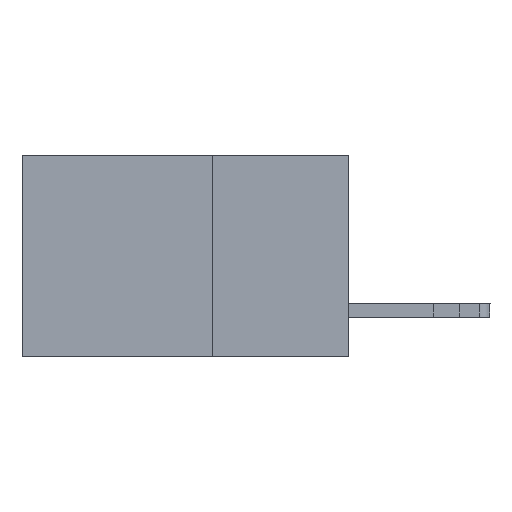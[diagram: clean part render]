
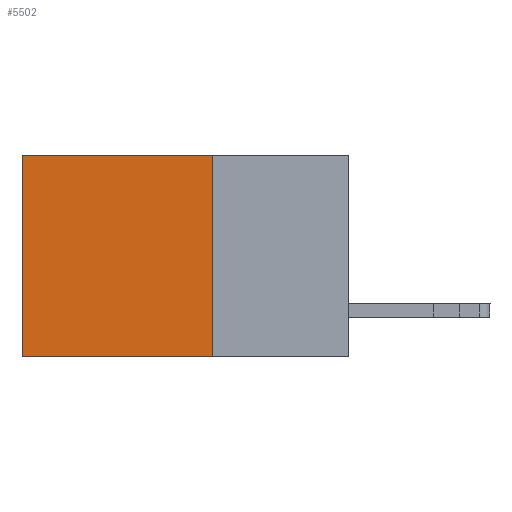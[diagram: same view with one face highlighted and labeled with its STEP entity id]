
A CAD part, left-side view. The second image highlights one B-rep face of the part: STEP entity #5502.
In plain terms, the highlighted planar face has unit normal (-1, 0, 0).
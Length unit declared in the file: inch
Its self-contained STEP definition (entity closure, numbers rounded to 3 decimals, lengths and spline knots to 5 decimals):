
#614 = DIRECTION ( 'NONE',  ( 0., 1., 0. ) ) ;
#1696 = EDGE_CURVE ( 'NONE', #14498, #6592, #13699, .T. ) ;
#1760 = VERTEX_POINT ( 'NONE', #7645 ) ;
#2104 = FACE_OUTER_BOUND ( 'NONE', #8911, .T. ) ;
#2301 = VECTOR ( 'NONE', #8590, 39.37008 ) ;
#2616 = CARTESIAN_POINT ( 'NONE',  ( 0.2615, 0.6, -0.37 ) ) ;
#3287 = CARTESIAN_POINT ( 'NONE',  ( 0.2615, 0.25, -0.37 ) ) ;
#4079 = VERTEX_POINT ( 'NONE', #7689 ) ;
#4466 = ORIENTED_EDGE ( 'NONE', *, *, #4931, .F. ) ;
#4931 = EDGE_CURVE ( 'NONE', #1760, #14498, #12411, .T. ) ;
#5166 = VECTOR ( 'NONE', #614, 39.37008 ) ;
#5401 = CARTESIAN_POINT ( 'NONE',  ( 0.2615, 0.25, -0.37 ) ) ;
#5502 = ADVANCED_FACE ( 'NONE', ( #2104 ), #9332, .F. ) ;
#5517 = DIRECTION ( 'NONE',  ( 1., 0., 0. ) ) ;
#6433 = AXIS2_PLACEMENT_3D ( 'NONE', #3287, #5517, #10368 ) ;
#6592 = VERTEX_POINT ( 'NONE', #2616 ) ;
#6673 = LINE ( 'NONE', #11508, #5166 ) ;
#7645 = CARTESIAN_POINT ( 'NONE',  ( 0.2615, 0.25, 0. ) ) ;
#7689 = CARTESIAN_POINT ( 'NONE',  ( 0.2615, 0.6, 0. ) ) ;
#8052 = ORIENTED_EDGE ( 'NONE', *, *, #8122, .T. ) ;
#8078 = LINE ( 'NONE', #11988, #12431 ) ;
#8122 = EDGE_CURVE ( 'NONE', #1760, #4079, #6673, .T. ) ;
#8590 = DIRECTION ( 'NONE',  ( 0., 0., -1. ) ) ;
#8687 = CARTESIAN_POINT ( 'NONE',  ( 0.2615, 0.25, -0.37 ) ) ;
#8911 = EDGE_LOOP ( 'NONE', ( #14327, #13135, #4466, #8052 ) ) ;
#9332 = PLANE ( 'NONE',  #6433 ) ;
#10368 = DIRECTION ( 'NONE',  ( 0., 0., -1. ) ) ;
#10466 = DIRECTION ( 'NONE',  ( 0., 0., -1. ) ) ;
#11508 = CARTESIAN_POINT ( 'NONE',  ( 0.2615, 0.25, 0. ) ) ;
#11675 = VECTOR ( 'NONE', #13474, 39.37008 ) ;
#11988 = CARTESIAN_POINT ( 'NONE',  ( 0.2615, 0.6, -0.37 ) ) ;
#12332 = CARTESIAN_POINT ( 'NONE',  ( 0.2615, 0.25, -0.37 ) ) ;
#12411 = LINE ( 'NONE', #12332, #2301 ) ;
#12431 = VECTOR ( 'NONE', #10466, 39.37008 ) ;
#13135 = ORIENTED_EDGE ( 'NONE', *, *, #1696, .F. ) ;
#13474 = DIRECTION ( 'NONE',  ( 0., 1., 0. ) ) ;
#13699 = LINE ( 'NONE', #8687, #11675 ) ;
#14327 = ORIENTED_EDGE ( 'NONE', *, *, #15065, .T. ) ;
#14498 = VERTEX_POINT ( 'NONE', #5401 ) ;
#15065 = EDGE_CURVE ( 'NONE', #4079, #6592, #8078, .T. ) ;
